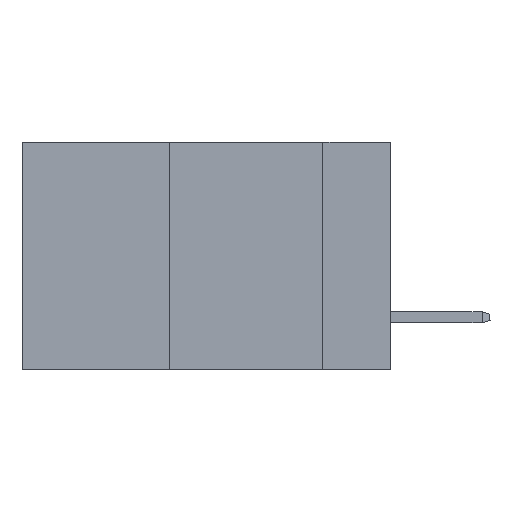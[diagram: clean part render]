
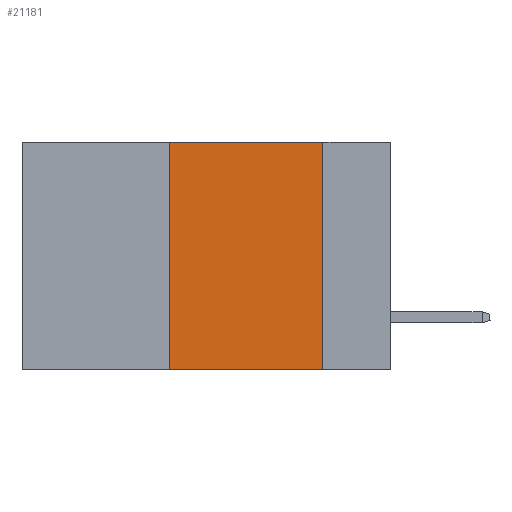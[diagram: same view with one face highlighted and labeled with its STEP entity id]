
A CAD part, left-side view. The second image highlights one B-rep face of the part: STEP entity #21181.
In plain terms, the highlighted planar face has unit normal (-1, 0, 0).
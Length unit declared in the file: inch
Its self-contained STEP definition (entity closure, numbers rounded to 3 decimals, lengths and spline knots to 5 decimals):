
#517 = CARTESIAN_POINT ( 'NONE',  ( 0., 0.11, -0.37 ) ) ;
#1528 = LINE ( 'NONE', #14299, #10855 ) ;
#2662 = EDGE_LOOP ( 'NONE', ( #3457, #19693, #12923, #3102 ) ) ;
#2848 = VERTEX_POINT ( 'NONE', #16495 ) ;
#3102 = ORIENTED_EDGE ( 'NONE', *, *, #8888, .T. ) ;
#3457 = ORIENTED_EDGE ( 'NONE', *, *, #6850, .F. ) ;
#3733 = DIRECTION ( 'NONE',  ( 0., 0., -1. ) ) ;
#3814 = CARTESIAN_POINT ( 'NONE',  ( 0., 0.11, 0. ) ) ;
#4391 = VERTEX_POINT ( 'NONE', #12886 ) ;
#4515 = VECTOR ( 'NONE', #18136, 39.37008 ) ;
#6142 = CARTESIAN_POINT ( 'NONE',  ( 0., 0.6, 0. ) ) ;
#6380 = AXIS2_PLACEMENT_3D ( 'NONE', #6142, #8300, #20174 ) ;
#6850 = EDGE_CURVE ( 'NONE', #22664, #18868, #16490, .T. ) ;
#8300 = DIRECTION ( 'NONE',  ( 1., 0., 0. ) ) ;
#8888 = EDGE_CURVE ( 'NONE', #4391, #18868, #1528, .T. ) ;
#9362 = VECTOR ( 'NONE', #11399, 39.37008 ) ;
#10715 = DIRECTION ( 'NONE',  ( 0., -1., 0. ) ) ;
#10855 = VECTOR ( 'NONE', #10715, 39.37008 ) ;
#11399 = DIRECTION ( 'NONE',  ( 0., 0., 1. ) ) ;
#12099 = PLANE ( 'NONE',  #6380 ) ;
#12150 = EDGE_CURVE ( 'NONE', #2848, #22664, #13759, .T. ) ;
#12886 = CARTESIAN_POINT ( 'NONE',  ( 0., 0.36, -0.37 ) ) ;
#12923 = ORIENTED_EDGE ( 'NONE', *, *, #13832, .F. ) ;
#13759 = LINE ( 'NONE', #20316, #4515 ) ;
#13832 = EDGE_CURVE ( 'NONE', #4391, #2848, #20115, .T. ) ;
#14299 = CARTESIAN_POINT ( 'NONE',  ( 0., 0.6, -0.37 ) ) ;
#15309 = CARTESIAN_POINT ( 'NONE',  ( 0., 0.36, 0. ) ) ;
#16021 = FACE_OUTER_BOUND ( 'NONE', #2662, .T. ) ;
#16490 = LINE ( 'NONE', #3814, #21458 ) ;
#16495 = CARTESIAN_POINT ( 'NONE',  ( 0., 0.36, 0. ) ) ;
#17291 = CARTESIAN_POINT ( 'NONE',  ( 0., 0.11, 0. ) ) ;
#18136 = DIRECTION ( 'NONE',  ( 0., -1., 0. ) ) ;
#18868 = VERTEX_POINT ( 'NONE', #517 ) ;
#19693 = ORIENTED_EDGE ( 'NONE', *, *, #12150, .F. ) ;
#20115 = LINE ( 'NONE', #15309, #9362 ) ;
#20174 = DIRECTION ( 'NONE',  ( 0., 0., -1. ) ) ;
#20316 = CARTESIAN_POINT ( 'NONE',  ( 0., 0.6, 0. ) ) ;
#21181 = ADVANCED_FACE ( 'NONE', ( #16021 ), #12099, .F. ) ;
#21458 = VECTOR ( 'NONE', #3733, 39.37008 ) ;
#22664 = VERTEX_POINT ( 'NONE', #17291 ) ;
